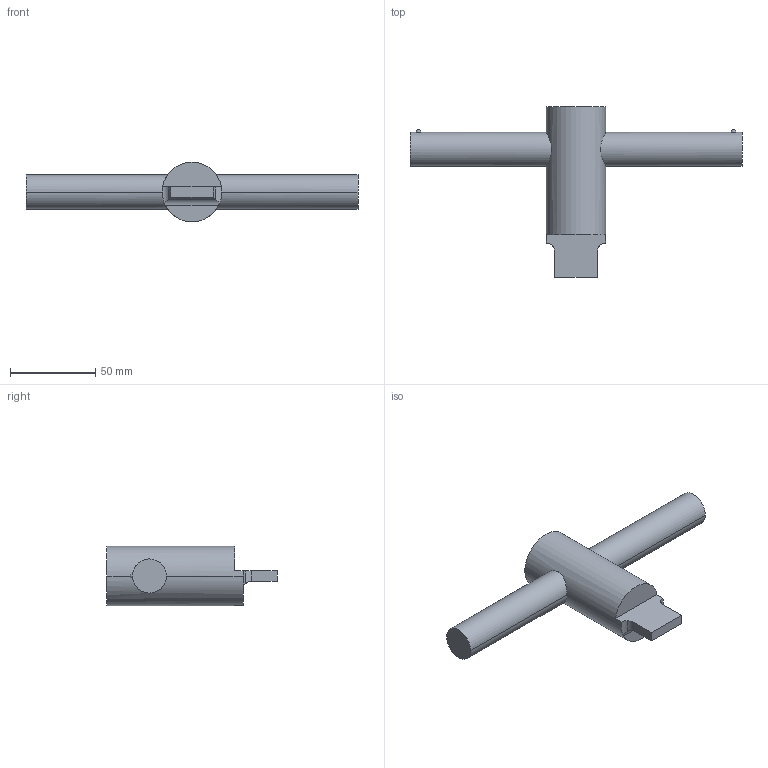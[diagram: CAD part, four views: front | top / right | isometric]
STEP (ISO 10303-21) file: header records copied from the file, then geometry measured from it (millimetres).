
FILE_DESCRIPTION(('STEP AP214'),'1');
FILE_NAME('Chave_de_retencao_para_cilindro_rev_A.stp','2020-05-16T14:13:56',(' '),(' '),'Spatial InterOp 3D',' ',' ');
FILE_SCHEMA(('AUTOMOTIVE_DESIGN { 1 0 10303 214 1 1 1 1 }'));
Length unit declared in the file: metre
Products named in the file (1): Sólido
Bounding box: 195 x 100 x 35 mm (x, y, z)
Volume: 129058.1 mm3; surface area: 22058.6 mm2
Topology: 1 solids, 1 shells, 28 faces, 80 edges, 46 vertices
Faces by surface type: cylinder 12, plane 10, sphere 6
Entity records: 1583 total; most frequent: CARTESIAN_POINT 669, ORIENTED_EDGE 144, DIRECTION 134, EDGE_CURVE 72, AXIS2_PLACEMENT_3D 53, VERTEX_POINT 46, STYLED_ITEM 29, PRESENTATION_STYLE_ASSIGNMENT 29
